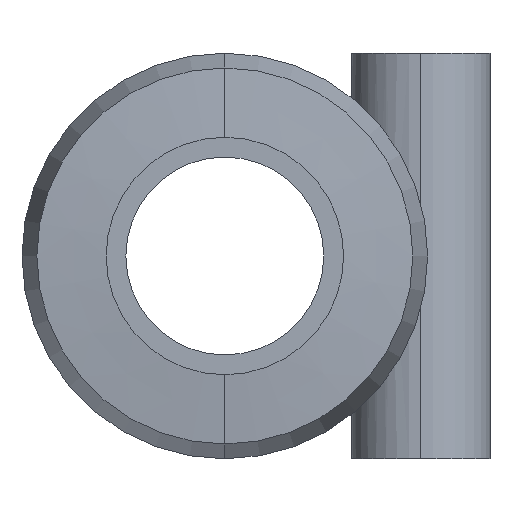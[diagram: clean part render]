
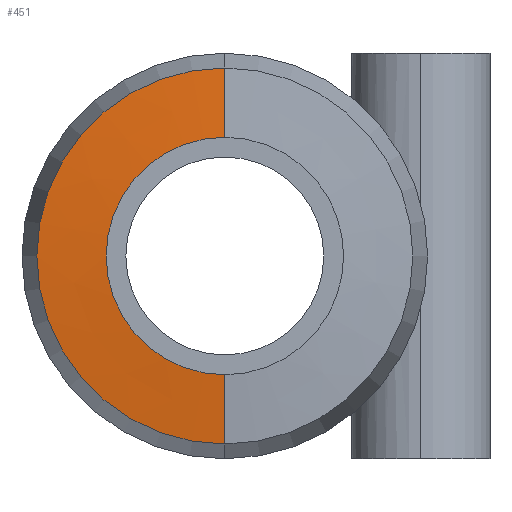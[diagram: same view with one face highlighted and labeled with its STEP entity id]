
A CAD part, left-side view. The second image highlights one B-rep face of the part: STEP entity #451.
In plain terms, the highlighted conical face has half-angle 85 degrees and reference radius 9.5 mm.
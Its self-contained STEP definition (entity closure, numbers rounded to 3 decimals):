
#7 = CARTESIAN_POINT ( 'NONE',  ( -23.844, 0., 9.5 ) ) ;
#27 = VECTOR ( 'NONE', #87, 1000. ) ;
#33 = LINE ( 'NONE', #7, #27 ) ;
#87 = DIRECTION ( 'NONE',  ( 0.087, 0., 0.996 ) ) ;
#125 = CARTESIAN_POINT ( 'NONE',  ( -24.15, 0., -6. ) ) ;
#128 = EDGE_CURVE ( 'NONE', #1399, #1181, #249, .T. ) ;
#187 = CIRCLE ( 'NONE', #1283, 6. ) ;
#197 = DIRECTION ( 'NONE',  ( 0.087, 0., -0.996 ) ) ;
#249 = CIRCLE ( 'NONE', #355, 9.5 ) ;
#268 = EDGE_CURVE ( 'NONE', #1273, #1399, #33, .T. ) ;
#339 = CARTESIAN_POINT ( 'NONE',  ( -23.844, 0., -9.5 ) ) ;
#355 = AXIS2_PLACEMENT_3D ( 'NONE', #1148, #1127, #1144 ) ;
#422 = VECTOR ( 'NONE', #197, 1000. ) ;
#451 = ADVANCED_FACE ( 'NONE', ( #994 ), #1288, .T. ) ;
#455 = LINE ( 'NONE', #813, #422 ) ;
#537 = DIRECTION ( 'NONE',  ( 1., 0., 0. ) ) ;
#546 = CARTESIAN_POINT ( 'NONE',  ( -23.844, 0., 0. ) ) ;
#552 = ORIENTED_EDGE ( 'NONE', *, *, #268, .T. ) ;
#553 = DIRECTION ( 'NONE',  ( 0., 0., 1. ) ) ;
#590 = ORIENTED_EDGE ( 'NONE', *, *, #128, .T. ) ;
#732 = ORIENTED_EDGE ( 'NONE', *, *, #1282, .F. ) ;
#771 = CARTESIAN_POINT ( 'NONE',  ( -23.844, 0., 9.5 ) ) ;
#803 = ORIENTED_EDGE ( 'NONE', *, *, #1020, .F. ) ;
#813 = CARTESIAN_POINT ( 'NONE',  ( -23.844, 0., -9.5 ) ) ;
#925 = AXIS2_PLACEMENT_3D ( 'NONE', #546, #537, #553 ) ;
#994 = FACE_OUTER_BOUND ( 'NONE', #1402, .T. ) ;
#1020 = EDGE_CURVE ( 'NONE', #1219, #1181, #455, .T. ) ;
#1127 = DIRECTION ( 'NONE',  ( -1., 0., 0. ) ) ;
#1134 = DIRECTION ( 'NONE',  ( 0., 0., 1. ) ) ;
#1144 = DIRECTION ( 'NONE',  ( 0., 0., 1. ) ) ;
#1148 = CARTESIAN_POINT ( 'NONE',  ( -23.844, 0., 0. ) ) ;
#1158 = DIRECTION ( 'NONE',  ( -1., 0., 0. ) ) ;
#1164 = CARTESIAN_POINT ( 'NONE',  ( -24.15, 0., 0. ) ) ;
#1181 = VERTEX_POINT ( 'NONE', #339 ) ;
#1219 = VERTEX_POINT ( 'NONE', #125 ) ;
#1273 = VERTEX_POINT ( 'NONE', #1340 ) ;
#1282 = EDGE_CURVE ( 'NONE', #1273, #1219, #187, .T. ) ;
#1283 = AXIS2_PLACEMENT_3D ( 'NONE', #1164, #1158, #1134 ) ;
#1288 = CONICAL_SURFACE ( 'NONE', #925, 9.5, 1.484 ) ;
#1340 = CARTESIAN_POINT ( 'NONE',  ( -24.15, 0., 6. ) ) ;
#1399 = VERTEX_POINT ( 'NONE', #771 ) ;
#1402 = EDGE_LOOP ( 'NONE', ( #803, #732, #552, #590 ) ) ;
